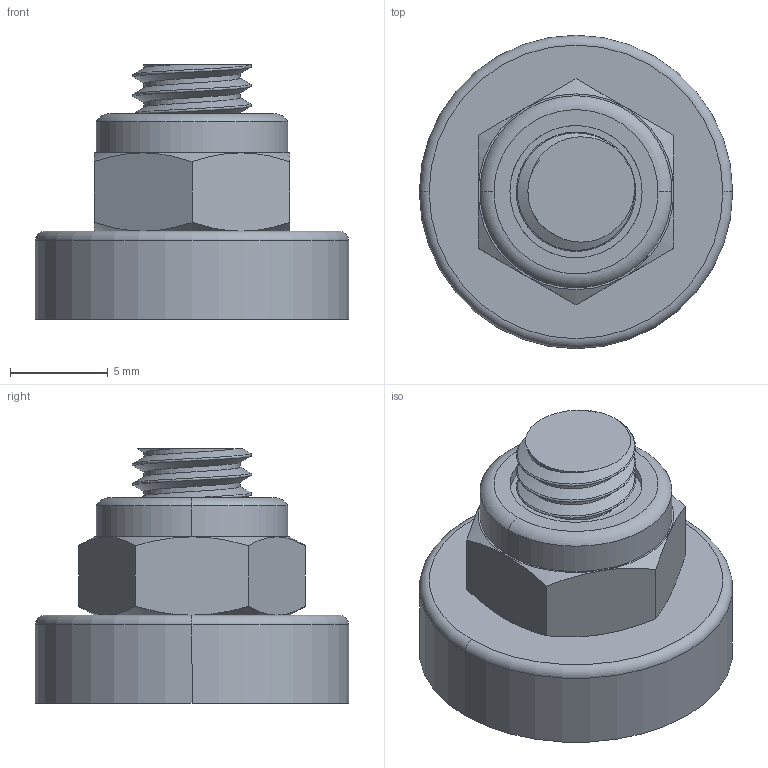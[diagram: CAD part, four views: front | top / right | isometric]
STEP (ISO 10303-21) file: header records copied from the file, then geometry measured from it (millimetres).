
FILE_DESCRIPTION (( 'STEP AP214' ), '1' );
FILE_NAME ('M6D16.STEP', '2025-02-25T15:31:40', ( '' ), ( '' ), 'SwSTEP 2.0', 'SolidWorks 2024', '' );
FILE_SCHEMA (( 'AUTOMOTIVE_DESIGN' ));
Length unit declared in the file: inch
Products named in the file (1): M6D16
Bounding box: 16 x 16 x 13 mm (x, y, z)
Volume: 1401 mm3; surface area: 1578.2 mm2
Topology: 2 solids, 2 shells, 92 faces, 188 edges, 107 vertices
Faces by surface type: bspline 39, plane 17, cylinder 16, cone 16, torus 4
Entity records: 4882 total; most frequent: CARTESIAN_POINT 3315, ORIENTED_EDGE 376, DIRECTION 194, EDGE_CURVE 188, B_SPLINE_CURVE_WITH_KNOTS 114, VERTEX_POINT 107, EDGE_LOOP 101, FACE_OUTER_BOUND 92
